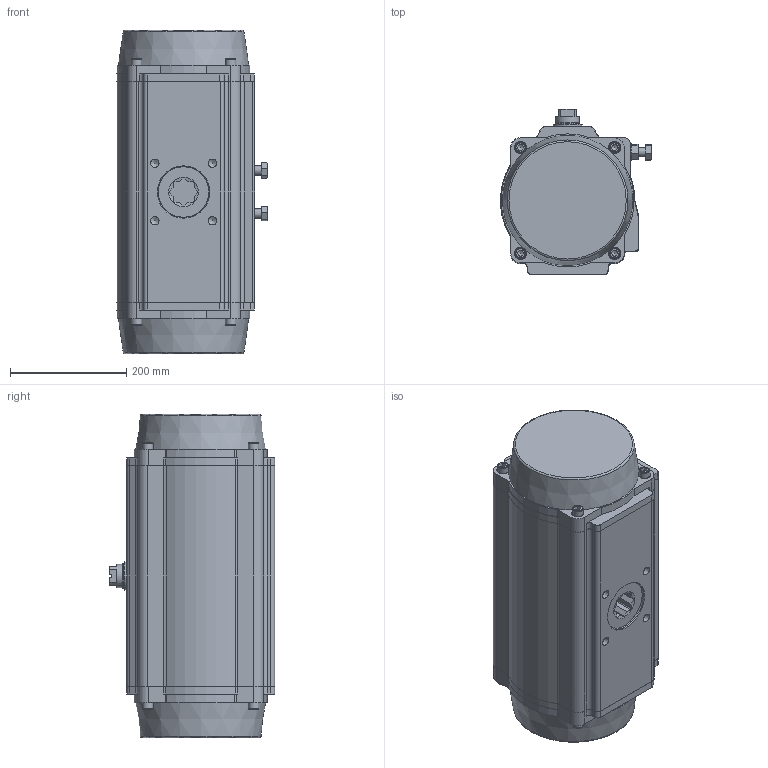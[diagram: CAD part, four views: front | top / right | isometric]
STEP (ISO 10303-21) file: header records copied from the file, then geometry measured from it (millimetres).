
FILE_DESCRIPTION(/* description */ ('Unknown'),/* implementation_level */ '2;1');
FILE_NAME(/* name */ 'PD12_PE11',/* time_stamp */ '2022-02-21T12:47:24+01:00',/* author */ ('Unknown'),/* organization */ ('Unknown'),/* preprocessor_version */ 'ST-DEVELOPER v16.7',/* originating_system */ 'Solid Edge',/* authorisation */ 'Unknown');
FILE_SCHEMA (('AUTOMOTIVE_DESIGN {1 0 10303 214 3 1 1}'));
Length unit declared in the file: millimetre
Products named in the file (13): PD12_PE11; VT210XC-01倰第; VT210-03 怀堤粣 3D; VT210-8 囀菜え; VT210-9 俋菜え; VT210-10 踢扽菜え; VT210-4 傷裔; 噩砃VT210-4 傷裔; M16X90_ISO 4016 - M16 x 80 x 80-WN; hex nut gradec_din_Hexagon Nut ISO 4034 - M16 - N; plain washers-n series-grade a gb_GB_FASTENER_WASHER_PWNA 16; circlips for shaft--type a large gb_GB_CONNECTING_PIECE_RING_RRA 36; socket head cap screw_din_DIN 912 M12 x 50 --- 50N
Assembly tree (23 placements, depth 2):
  PD12_PE11
    VT210XC-01倰第
    VT210-03 怀堤粣 3D
    VT210-8 囀菜え
    VT210-9 俋菜え
    VT210-10 踢扽菜え
    VT210-4 傷裔
    噩砃VT210-4 傷裔
    M16X90_ISO 4016 - M16 x 80 x 80-WN  x2
    hex nut gradec_din_Hexagon Nut ISO 4034 - M16 - N  x2
    plain washers-n series-grade a gb_GB_FASTENER_WASHER_PWNA 16  x2
    circlips for shaft--type a large gb_GB_CONNECTING_PIECE_RING_RRA 36  x2
    socket head cap screw_din_DIN 912 M12 x 50 --- 50N  x8
Bounding box: 259.55 x 284.5 x 556 mm (x, y, z)
Volume: 10597962.5 mm3; surface area: 1256298.9 mm2
Topology: 23 solids, 23 shells, 745 faces, 1758 edges, 1124 vertices
Faces by surface type: plane 352, cylinder 232, cone 117, torus 34, bspline 10
Full cylindrical faces by diameter (mm): 2.5 x4, 4.2 x8, 4.917 x1, 5 x4, 6 x4, 10 x1, 10.2 x8, 11.8 x2, 12 x8, 13.5 x8, 14 x4, 14.5 x4, 16 x4, 17 x2, 18 x8, 21 x8, 22 x2, 24 x2, 30 x2, 34.2 x1, 36.4 x1, 37 x1, 39.8 x1, 40 x5, 40.2 x1, 41.5 x1, 44 x12, 49.4 x1, 50 x1, 54.6 x1
Entity records: 16162 total; most frequent: CARTESIAN_POINT 4047, DIRECTION 2569, ORIENTED_EDGE 2090, AXIS2_PLACEMENT_3D 1082, EDGE_CURVE 1045, FACE_BOUND 832, EDGE_LOOP 811, VERTEX_POINT 791
